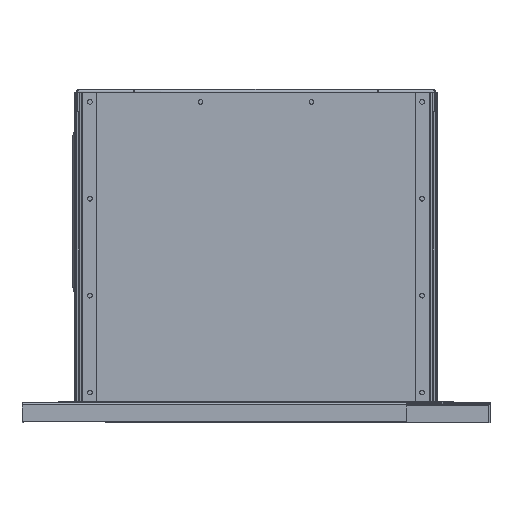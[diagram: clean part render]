
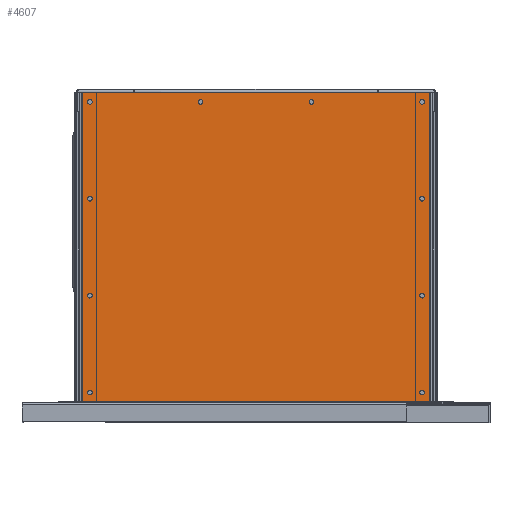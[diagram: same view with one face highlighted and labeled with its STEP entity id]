
A CAD part, top view. The second image highlights one B-rep face of the part: STEP entity #4607.
In plain terms, the highlighted planar face has unit normal (0, 0, 1).
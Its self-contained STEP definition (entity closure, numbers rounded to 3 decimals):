
#4607=ADVANCED_FACE('',(#16354,#16356,#16358,#16360,#16362,#16364,#16366,#16368,
#16370,#16372,#16374),#16376,.T.);
#16354=FACE_BOUND('',#16355,.T.);
#16355=EDGE_LOOP('',(#25728,#25729,#25730,#25731));
#16356=FACE_BOUND('',#16357,.T.);
#16357=EDGE_LOOP('',(#25732));
#16358=FACE_BOUND('',#16359,.T.);
#16359=EDGE_LOOP('',(#25733));
#16360=FACE_BOUND('',#16361,.T.);
#16361=EDGE_LOOP('',(#25734));
#16362=FACE_BOUND('',#16363,.T.);
#16363=EDGE_LOOP('',(#25735));
#16364=FACE_BOUND('',#16365,.T.);
#16365=EDGE_LOOP('',(#25736));
#16366=FACE_BOUND('',#16367,.T.);
#16367=EDGE_LOOP('',(#25737));
#16368=FACE_BOUND('',#16369,.T.);
#16369=EDGE_LOOP('',(#25738));
#16370=FACE_BOUND('',#16371,.T.);
#16371=EDGE_LOOP('',(#25739));
#16372=FACE_BOUND('',#16373,.T.);
#16373=EDGE_LOOP('',(#25740));
#16374=FACE_BOUND('',#16375,.T.);
#16375=EDGE_LOOP('',(#25741));
#16376=PLANE('',#16377);
#16377=AXIS2_PLACEMENT_3D('',#16378,#16379,#16380);
#16378=CARTESIAN_POINT('',(314.01,595.4,328.6));
#16379=DIRECTION('',(0.,0.,1.));
#16380=DIRECTION('',(-1.,0.,0.));
#25728=ORIENTED_EDGE('',*,*,#30901,.T.);
#25729=ORIENTED_EDGE('',*,*,#30873,.T.);
#25730=ORIENTED_EDGE('',*,*,#30819,.T.);
#25731=ORIENTED_EDGE('',*,*,#30921,.F.);
#25732=ORIENTED_EDGE('',*,*,#31026,.T.);
#25733=ORIENTED_EDGE('',*,*,#31027,.T.);
#25734=ORIENTED_EDGE('',*,*,#31028,.T.);
#25735=ORIENTED_EDGE('',*,*,#31029,.T.);
#25736=ORIENTED_EDGE('',*,*,#30907,.T.);
#25737=ORIENTED_EDGE('',*,*,#31030,.T.);
#25738=ORIENTED_EDGE('',*,*,#30908,.T.);
#25739=ORIENTED_EDGE('',*,*,#31031,.T.);
#25740=ORIENTED_EDGE('',*,*,#31032,.T.);
#25741=ORIENTED_EDGE('',*,*,#31033,.T.);
#30819=EDGE_CURVE('',#34458,#34455,#34987,.T.);
#30873=EDGE_CURVE('',#35067,#34458,#35071,.T.);
#30901=EDGE_CURVE('',#35115,#35067,#35116,.T.);
#30907=EDGE_CURVE('',#35125,#35125,#35126,.F.);
#30908=EDGE_CURVE('',#35127,#35127,#35128,.F.);
#30921=EDGE_CURVE('',#35115,#34455,#35145,.T.);
#31026=EDGE_CURVE('',#35302,#35302,#35303,.F.);
#31027=EDGE_CURVE('',#35304,#35304,#35305,.F.);
#31028=EDGE_CURVE('',#35306,#35306,#35307,.F.);
#31029=EDGE_CURVE('',#35308,#35308,#35309,.F.);
#31030=EDGE_CURVE('',#35310,#35310,#35311,.F.);
#31031=EDGE_CURVE('',#35312,#35312,#35313,.F.);
#31032=EDGE_CURVE('',#35314,#35314,#35315,.F.);
#31033=EDGE_CURVE('',#35316,#35316,#35317,.F.);
#34455=VERTEX_POINT('',#41946);
#34458=VERTEX_POINT('',#41954);
#34987=LINE('',#43577,#43578);
#35067=VERTEX_POINT('',#43775);
#35071=LINE('',#43784,#43785);
#35115=VERTEX_POINT('',#43889);
#35116=LINE('',#43890,#43891);
#35125=VERTEX_POINT('',#43912);
#35126=CIRCLE('',#43913,4.25);
#35127=VERTEX_POINT('',#43917);
#35128=CIRCLE('',#43918,4.25);
#35145=LINE('',#43967,#43968);
#35302=VERTEX_POINT('',#44374);
#35303=CIRCLE('',#44375,4.25);
#35304=VERTEX_POINT('',#44379);
#35305=CIRCLE('',#44380,4.25);
#35306=VERTEX_POINT('',#44384);
#35307=CIRCLE('',#44385,4.25);
#35308=VERTEX_POINT('',#44389);
#35309=CIRCLE('',#44390,4.25);
#35310=VERTEX_POINT('',#44394);
#35311=CIRCLE('',#44395,4.25);
#35312=VERTEX_POINT('',#44399);
#35313=CIRCLE('',#44400,4.25);
#35314=VERTEX_POINT('',#44404);
#35315=CIRCLE('',#44405,4.25);
#35316=VERTEX_POINT('',#44409);
#35317=CIRCLE('',#44410,4.25);
#41946=CARTESIAN_POINT('',(314.01,36.8,328.6));
#41954=CARTESIAN_POINT('',(-314.01,36.8,328.6));
#43577=CARTESIAN_POINT('',(-314.01,36.8,328.6));
#43578=VECTOR('',#43579,1.);
#43579=DIRECTION('',(1.,0.,0.));
#43775=CARTESIAN_POINT('',(-314.01,595.4,328.6));
#43784=CARTESIAN_POINT('',(-314.01,595.4,328.6));
#43785=VECTOR('',#43786,1.);
#43786=DIRECTION('',(0.,-1.,0.));
#43889=CARTESIAN_POINT('',(314.01,595.4,328.6));
#43890=CARTESIAN_POINT('',(314.01,595.4,328.6));
#43891=VECTOR('',#43892,1.);
#43892=DIRECTION('',(-1.,0.,0.));
#43912=CARTESIAN_POINT('',(-95.75,577.7,328.6));
#43913=AXIS2_PLACEMENT_3D('',#43914,#43915,#43916);
#43914=CARTESIAN_POINT('',(-100.,577.7,328.6));
#43915=DIRECTION('',(0.,0.,1.));
#43916=DIRECTION('',(1.,0.,0.));
#43917=CARTESIAN_POINT('',(104.25,577.7,328.6));
#43918=AXIS2_PLACEMENT_3D('',#43919,#43920,#43921);
#43919=CARTESIAN_POINT('',(100.,577.7,328.6));
#43920=DIRECTION('',(0.,0.,1.));
#43921=DIRECTION('',(1.,0.,0.));
#43967=CARTESIAN_POINT('',(314.01,595.4,328.6));
#43968=VECTOR('',#43969,1.);
#43969=DIRECTION('',(0.,-1.,0.));
#44374=CARTESIAN_POINT('',(-295.75,52.7,328.6));
#44375=AXIS2_PLACEMENT_3D('',#44376,#44377,#44378);
#44376=CARTESIAN_POINT('',(-300.,52.7,328.6));
#44377=DIRECTION('',(0.,0.,1.));
#44378=DIRECTION('',(1.,0.,0.));
#44379=CARTESIAN_POINT('',(295.75,402.7,328.6));
#44380=AXIS2_PLACEMENT_3D('',#44381,#44382,#44383);
#44381=CARTESIAN_POINT('',(300.,402.7,328.6));
#44382=DIRECTION('',(0.,0.,1.));
#44383=DIRECTION('',(-1.,0.,0.));
#44384=CARTESIAN_POINT('',(295.75,227.7,328.6));
#44385=AXIS2_PLACEMENT_3D('',#44386,#44387,#44388);
#44386=CARTESIAN_POINT('',(300.,227.7,328.6));
#44387=DIRECTION('',(0.,0.,1.));
#44388=DIRECTION('',(-1.,0.,0.));
#44389=CARTESIAN_POINT('',(295.75,577.7,328.6));
#44390=AXIS2_PLACEMENT_3D('',#44391,#44392,#44393);
#44391=CARTESIAN_POINT('',(300.,577.7,328.6));
#44392=DIRECTION('',(0.,0.,1.));
#44393=DIRECTION('',(-1.,0.,0.));
#44394=CARTESIAN_POINT('',(-295.75,227.7,328.6));
#44395=AXIS2_PLACEMENT_3D('',#44396,#44397,#44398);
#44396=CARTESIAN_POINT('',(-300.,227.7,328.6));
#44397=DIRECTION('',(0.,0.,1.));
#44398=DIRECTION('',(1.,0.,0.));
#44399=CARTESIAN_POINT('',(-295.75,402.7,328.6));
#44400=AXIS2_PLACEMENT_3D('',#44401,#44402,#44403);
#44401=CARTESIAN_POINT('',(-300.,402.7,328.6));
#44402=DIRECTION('',(0.,0.,1.));
#44403=DIRECTION('',(1.,0.,0.));
#44404=CARTESIAN_POINT('',(-295.75,577.7,328.6));
#44405=AXIS2_PLACEMENT_3D('',#44406,#44407,#44408);
#44406=CARTESIAN_POINT('',(-300.,577.7,328.6));
#44407=DIRECTION('',(0.,0.,1.));
#44408=DIRECTION('',(1.,0.,0.));
#44409=CARTESIAN_POINT('',(295.75,52.7,328.6));
#44410=AXIS2_PLACEMENT_3D('',#44411,#44412,#44413);
#44411=CARTESIAN_POINT('',(300.,52.7,328.6));
#44412=DIRECTION('',(0.,0.,1.));
#44413=DIRECTION('',(-1.,0.,0.));
